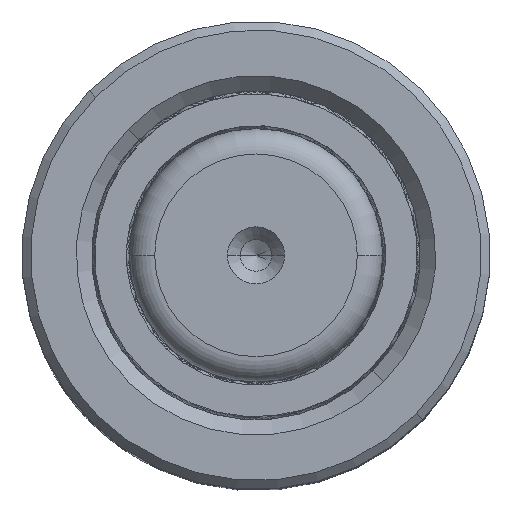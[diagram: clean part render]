
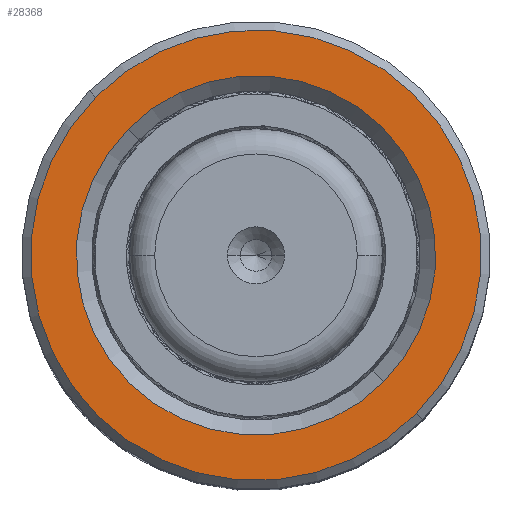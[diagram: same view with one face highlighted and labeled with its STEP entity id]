
A CAD part, top view. The second image highlights one B-rep face of the part: STEP entity #28368.
In plain terms, the highlighted planar face has unit normal (0, 0, 1).
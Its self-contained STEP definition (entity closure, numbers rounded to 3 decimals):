
#639 = AXIS2_PLACEMENT_3D ( 'NONE', #16435, #19371, #5357 ) ;
#758 = DIRECTION ( 'NONE',  ( 0., 0., -1. ) ) ;
#898 = EDGE_CURVE ( 'NONE', #10456, #15913, #18156, .T. ) ;
#1408 = DIRECTION ( 'NONE',  ( 0., 0., 1. ) ) ;
#1497 = VERTEX_POINT ( 'NONE', #33186 ) ;
#3365 = CARTESIAN_POINT ( 'NONE',  ( -14.2, 0., 60. ) ) ;
#3400 = EDGE_CURVE ( 'NONE', #15913, #10456, #15640, .T. ) ;
#5357 = DIRECTION ( 'NONE',  ( 1., 0., 0. ) ) ;
#9158 = EDGE_LOOP ( 'NONE', ( #15844, #13480 ) ) ;
#9388 = AXIS2_PLACEMENT_3D ( 'NONE', #20640, #758, #28845 ) ;
#9750 = PLANE ( 'NONE',  #22238 ) ;
#9882 = EDGE_CURVE ( 'NONE', #28162, #1497, #12504, .T. ) ;
#10456 = VERTEX_POINT ( 'NONE', #21513 ) ;
#10794 = FACE_BOUND ( 'NONE', #12214, .T. ) ;
#11427 = ORIENTED_EDGE ( 'NONE', *, *, #9882, .T. ) ;
#12214 = EDGE_LOOP ( 'NONE', ( #13490, #11427 ) ) ;
#12504 = CIRCLE ( 'NONE', #639, 14.2 ) ;
#13165 = AXIS2_PLACEMENT_3D ( 'NONE', #23839, #32298, #24074 ) ;
#13480 = ORIENTED_EDGE ( 'NONE', *, *, #3400, .T. ) ;
#13490 = ORIENTED_EDGE ( 'NONE', *, *, #14112, .T. ) ;
#14112 = EDGE_CURVE ( 'NONE', #1497, #28162, #31731, .T. ) ;
#14144 = DIRECTION ( 'NONE',  ( 0., 0., 1. ) ) ;
#15640 = CIRCLE ( 'NONE', #13165, 17.8 ) ;
#15844 = ORIENTED_EDGE ( 'NONE', *, *, #898, .T. ) ;
#15913 = VERTEX_POINT ( 'NONE', #25342 ) ;
#16435 = CARTESIAN_POINT ( 'NONE',  ( 0., 0., 60. ) ) ;
#16504 = CARTESIAN_POINT ( 'NONE',  ( 0., 0., 60. ) ) ;
#16753 = DIRECTION ( 'NONE',  ( 1., 0., 0. ) ) ;
#18156 = CIRCLE ( 'NONE', #18372, 17.8 ) ;
#18372 = AXIS2_PLACEMENT_3D ( 'NONE', #16504, #14144, #16753 ) ;
#19371 = DIRECTION ( 'NONE',  ( 0., 0., -1. ) ) ;
#20640 = CARTESIAN_POINT ( 'NONE',  ( 0., 0., 60. ) ) ;
#21056 = DIRECTION ( 'NONE',  ( 1., 0., 0. ) ) ;
#21513 = CARTESIAN_POINT ( 'NONE',  ( -17.8, 0., 60. ) ) ;
#22238 = AXIS2_PLACEMENT_3D ( 'NONE', #29404, #1408, #21056 ) ;
#23839 = CARTESIAN_POINT ( 'NONE',  ( 0., 0., 60. ) ) ;
#24074 = DIRECTION ( 'NONE',  ( 1., 0., 0. ) ) ;
#25342 = CARTESIAN_POINT ( 'NONE',  ( 17.8, 0., 60. ) ) ;
#28162 = VERTEX_POINT ( 'NONE', #3365 ) ;
#28368 = ADVANCED_FACE ( 'NONE', ( #33236, #10794 ), #9750, .T. ) ;
#28845 = DIRECTION ( 'NONE',  ( 1., 0., 0. ) ) ;
#29404 = CARTESIAN_POINT ( 'NONE',  ( 0., 0., 60. ) ) ;
#31731 = CIRCLE ( 'NONE', #9388, 14.2 ) ;
#32298 = DIRECTION ( 'NONE',  ( 0., 0., 1. ) ) ;
#33186 = CARTESIAN_POINT ( 'NONE',  ( 14.2, 0., 60. ) ) ;
#33236 = FACE_OUTER_BOUND ( 'NONE', #9158, .T. ) ;
